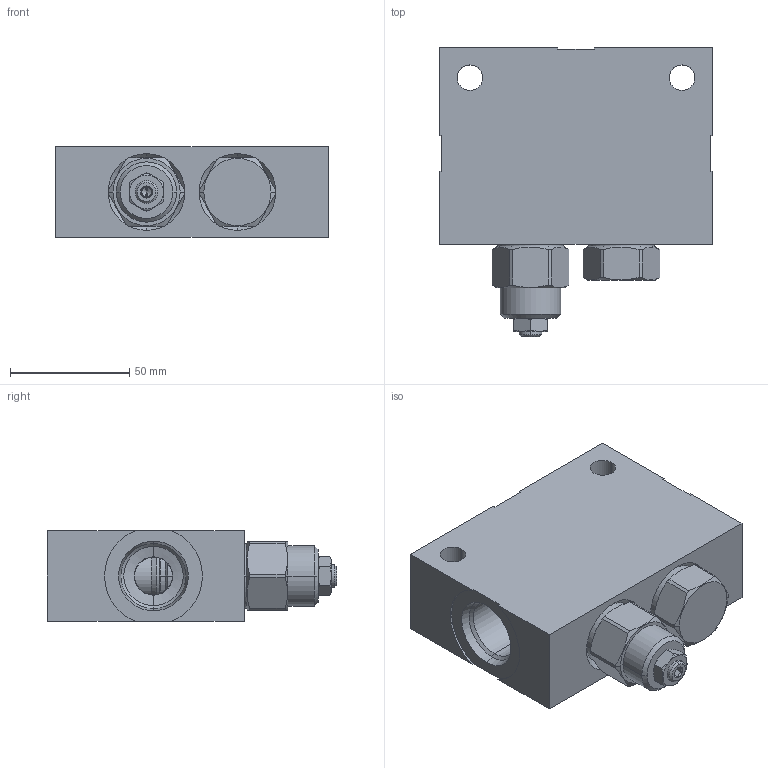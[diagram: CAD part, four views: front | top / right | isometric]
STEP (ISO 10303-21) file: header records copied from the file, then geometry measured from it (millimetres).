
FILE_DESCRIPTION((''),'2;1');
FILE_NAME('YDEQLJNAL_ASM','2020-07-13T',('ProEService'),(''),'PRO/ENGINEER BY PARAMETRIC TECHNOLOGY CORPORATION, 2014200','PRO/ENGINEER BY PARAMETRIC TECHNOLOGY CORPORATION, 2014200','');
FILE_SCHEMA(('CONFIG_CONTROL_DESIGN'));
Length unit declared in the file: inch
Products named in the file (4): 150-034-002; CBEWLJN; COFAXEN; YDEQLJNAL_ASM
Assembly tree (3 placements, depth 2):
  YDEQLJNAL_ASM
    150-034-002
    CBEWLJN
    COFAXEN
Bounding box: 114.3 x 121.21 x 38.1 mm (x, y, z)
Volume: 329304.5 mm3; surface area: 71109.8 mm2
Topology: 9 solids, 10 shells, 406 faces, 1224 edges, 950 vertices
Faces by surface type: cylinder 150, cone 106, plane 84, torus 42, revolution 24
Entity records: 15886 total; most frequent: CARTESIAN_POINT 5005, DIRECTION 2348, ORIENTED_EDGE 1836, EDGE_CURVE 918, AXIS2_PLACEMENT_3D 855, VECTOR 614, LINE 614, VERTEX_POINT 554
